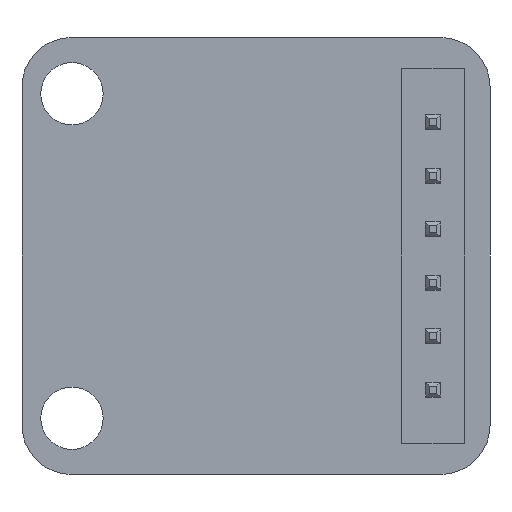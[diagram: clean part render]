
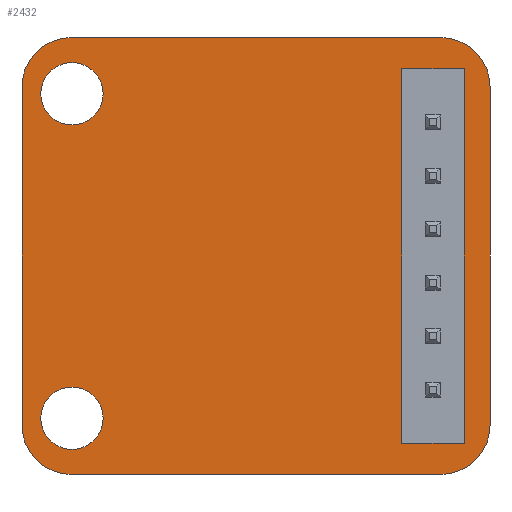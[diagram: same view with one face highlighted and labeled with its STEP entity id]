
A CAD part, front view. The second image highlights one B-rep face of the part: STEP entity #2432.
In plain terms, the highlighted planar face has unit normal (0, -1, 0).
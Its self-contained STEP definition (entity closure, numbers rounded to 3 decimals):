
#26=FACE_BOUND('',#333,.T.);
#27=FACE_BOUND('',#334,.T.);
#28=FACE_BOUND('',#335,.T.);
#57=PLANE('',#2585);
#189=FACE_OUTER_BOUND('',#332,.T.);
#332=EDGE_LOOP('',(#1647,#1648,#1649,#1650,#1651,#1652,#1653,#1654));
#333=EDGE_LOOP('',(#1655,#1656,#1657,#1658));
#334=EDGE_LOOP('',(#1659));
#335=EDGE_LOOP('',(#1660));
#507=LINE('',#3371,#799);
#508=LINE('',#3375,#800);
#509=LINE('',#3379,#801);
#510=LINE('',#3382,#802);
#511=LINE('',#3385,#803);
#512=LINE('',#3387,#804);
#513=LINE('',#3389,#805);
#514=LINE('',#3390,#806);
#799=VECTOR('',#2755,10.);
#800=VECTOR('',#2758,10.);
#801=VECTOR('',#2761,10.);
#802=VECTOR('',#2764,10.);
#803=VECTOR('',#2765,10.);
#804=VECTOR('',#2766,10.);
#805=VECTOR('',#2767,10.);
#806=VECTOR('',#2768,10.);
#1090=CIRCLE('',#2584,2.);
#1091=CIRCLE('',#2586,2.);
#1092=CIRCLE('',#2587,2.);
#1093=CIRCLE('',#2588,2.);
#1094=CIRCLE('',#2589,1.27);
#1095=CIRCLE('',#2590,1.27);
#1115=VERTEX_POINT('',#3364);
#1116=VERTEX_POINT('',#3366);
#1117=VERTEX_POINT('',#3370);
#1118=VERTEX_POINT('',#3372);
#1119=VERTEX_POINT('',#3374);
#1120=VERTEX_POINT('',#3376);
#1121=VERTEX_POINT('',#3378);
#1122=VERTEX_POINT('',#3380);
#1123=VERTEX_POINT('',#3383);
#1124=VERTEX_POINT('',#3384);
#1125=VERTEX_POINT('',#3386);
#1126=VERTEX_POINT('',#3388);
#1127=VERTEX_POINT('',#3391);
#1128=VERTEX_POINT('',#3393);
#1323=EDGE_CURVE('',#1115,#1116,#1090,.T.);
#1325=EDGE_CURVE('',#1117,#1115,#507,.T.);
#1326=EDGE_CURVE('',#1118,#1117,#1091,.T.);
#1327=EDGE_CURVE('',#1119,#1118,#508,.T.);
#1328=EDGE_CURVE('',#1120,#1119,#1092,.T.);
#1329=EDGE_CURVE('',#1121,#1120,#509,.T.);
#1330=EDGE_CURVE('',#1122,#1121,#1093,.T.);
#1331=EDGE_CURVE('',#1116,#1122,#510,.T.);
#1332=EDGE_CURVE('',#1123,#1124,#511,.T.);
#1333=EDGE_CURVE('',#1124,#1125,#512,.T.);
#1334=EDGE_CURVE('',#1125,#1126,#513,.T.);
#1335=EDGE_CURVE('',#1126,#1123,#514,.T.);
#1336=EDGE_CURVE('',#1127,#1127,#1094,.T.);
#1337=EDGE_CURVE('',#1128,#1128,#1095,.T.);
#1647=ORIENTED_EDGE('',*,*,#1323,.F.);
#1648=ORIENTED_EDGE('',*,*,#1325,.F.);
#1649=ORIENTED_EDGE('',*,*,#1326,.F.);
#1650=ORIENTED_EDGE('',*,*,#1327,.F.);
#1651=ORIENTED_EDGE('',*,*,#1328,.F.);
#1652=ORIENTED_EDGE('',*,*,#1329,.F.);
#1653=ORIENTED_EDGE('',*,*,#1330,.F.);
#1654=ORIENTED_EDGE('',*,*,#1331,.F.);
#1655=ORIENTED_EDGE('',*,*,#1332,.T.);
#1656=ORIENTED_EDGE('',*,*,#1333,.T.);
#1657=ORIENTED_EDGE('',*,*,#1334,.T.);
#1658=ORIENTED_EDGE('',*,*,#1335,.T.);
#1659=ORIENTED_EDGE('',*,*,#1336,.T.);
#1660=ORIENTED_EDGE('',*,*,#1337,.T.);
#2432=ADVANCED_FACE('',(#189,#26,#27,#28),#57,.F.);
#2584=AXIS2_PLACEMENT_3D('',#3367,#2750,#2751);
#2585=AXIS2_PLACEMENT_3D('',#3369,#2753,#2754);
#2586=AXIS2_PLACEMENT_3D('',#3373,#2756,#2757);
#2587=AXIS2_PLACEMENT_3D('',#3377,#2759,#2760);
#2588=AXIS2_PLACEMENT_3D('',#3381,#2762,#2763);
#2589=AXIS2_PLACEMENT_3D('',#3392,#2769,#2770);
#2590=AXIS2_PLACEMENT_3D('',#3394,#2771,#2772);
#2750=DIRECTION('center_axis',(0.,1.,0.));
#2751=DIRECTION('ref_axis',(-0.707,0.,0.707));
#2753=DIRECTION('center_axis',(0.,1.,0.));
#2754=DIRECTION('ref_axis',(0.,0.,1.));
#2755=DIRECTION('',(0.,0.,1.));
#2756=DIRECTION('center_axis',(0.,1.,0.));
#2757=DIRECTION('ref_axis',(-0.707,0.,-0.707));
#2758=DIRECTION('',(-1.,0.,0.));
#2759=DIRECTION('center_axis',(0.,1.,0.));
#2760=DIRECTION('ref_axis',(0.707,0.,-0.707));
#2761=DIRECTION('',(0.,0.,-1.));
#2762=DIRECTION('center_axis',(0.,1.,0.));
#2763=DIRECTION('ref_axis',(0.707,0.,0.707));
#2764=DIRECTION('',(1.,0.,0.));
#2765=DIRECTION('',(0.,0.,-1.));
#2766=DIRECTION('',(-1.,0.,0.));
#2767=DIRECTION('',(0.,0.,1.));
#2768=DIRECTION('',(1.,0.,0.));
#2769=DIRECTION('center_axis',(0.,1.,0.));
#2770=DIRECTION('ref_axis',(1.,0.,0.));
#2771=DIRECTION('center_axis',(0.,1.,0.));
#2772=DIRECTION('ref_axis',(1.,0.,0.));
#3364=CARTESIAN_POINT('',(-9.525,0.,6.89));
#3366=CARTESIAN_POINT('',(-7.525,0.,8.89));
#3367=CARTESIAN_POINT('Origin',(-7.525,0.,6.89));
#3369=CARTESIAN_POINT('Origin',(0.,0.,0.));
#3370=CARTESIAN_POINT('',(-9.525,0.,-6.89));
#3371=CARTESIAN_POINT('',(-9.525,0.,-8.89));
#3372=CARTESIAN_POINT('',(-7.525,0.,-8.89));
#3373=CARTESIAN_POINT('Origin',(-7.525,0.,-6.89));
#3374=CARTESIAN_POINT('',(7.525,0.,-8.89));
#3375=CARTESIAN_POINT('',(9.525,0.,-8.89));
#3376=CARTESIAN_POINT('',(9.525,0.,-6.89));
#3377=CARTESIAN_POINT('Origin',(7.525,0.,-6.89));
#3378=CARTESIAN_POINT('',(9.525,0.,6.89));
#3379=CARTESIAN_POINT('',(9.525,0.,8.89));
#3380=CARTESIAN_POINT('',(7.525,0.,8.89));
#3381=CARTESIAN_POINT('Origin',(7.525,0.,6.89));
#3382=CARTESIAN_POINT('',(-9.525,0.,8.89));
#3383=CARTESIAN_POINT('',(8.475,0.,7.62));
#3384=CARTESIAN_POINT('',(8.475,0.,-7.62));
#3385=CARTESIAN_POINT('',(8.475,0.,-3.81));
#3386=CARTESIAN_POINT('',(5.935,0.,-7.62));
#3387=CARTESIAN_POINT('',(2.968,0.,-7.62));
#3388=CARTESIAN_POINT('',(5.935,0.,7.62));
#3389=CARTESIAN_POINT('',(5.935,0.,3.81));
#3390=CARTESIAN_POINT('',(4.238,0.,7.62));
#3391=CARTESIAN_POINT('',(-8.763,0.,6.604));
#3392=CARTESIAN_POINT('Origin',(-7.493,0.,6.604));
#3393=CARTESIAN_POINT('',(-8.763,0.,-6.604));
#3394=CARTESIAN_POINT('Origin',(-7.493,0.,-6.604));
